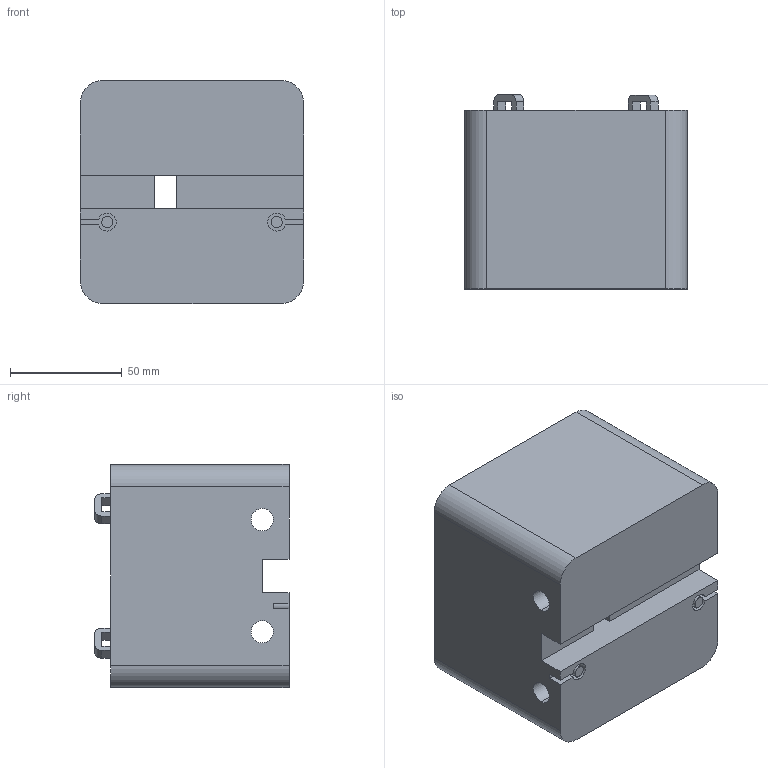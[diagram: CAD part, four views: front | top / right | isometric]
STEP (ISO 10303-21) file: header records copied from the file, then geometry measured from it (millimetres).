
FILE_DESCRIPTION (( 'STEP AP203' ), '1' );
FILE_NAME ('base_Default_sldprt.STEP', '2019-09-14T15:53:12', ( '' ), ( '' ), 'SwSTEP 2.0', 'SolidWorks 2018', '' );
FILE_SCHEMA (( 'CONFIG_CONTROL_DESIGN' ));
Length unit declared in the file: millimetre
Products named in the file (1): base_Default_sldprt
Bounding box: 100 x 87 x 100 mm (x, y, z)
Volume: 441484.7 mm3; surface area: 84418.8 mm2
Topology: 1 solids, 1 shells, 104 faces, 288 edges, 192 vertices
Faces by surface type: plane 66, cylinder 38
Entity records: 3441 total; most frequent: CARTESIAN_POINT 585, ORIENTED_EDGE 576, DIRECTION 574, EDGE_CURVE 288, VECTOR 212, LINE 212, VERTEX_POINT 192, AXIS2_PLACEMENT_3D 181
